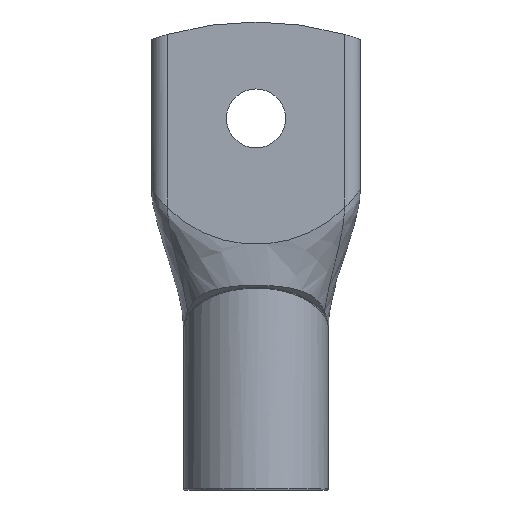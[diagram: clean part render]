
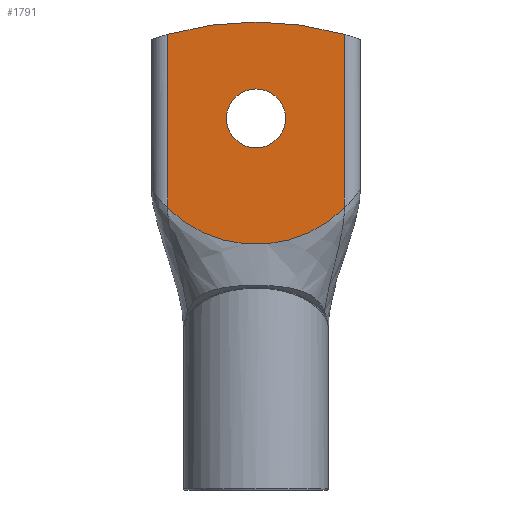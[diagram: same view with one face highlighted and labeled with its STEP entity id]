
A CAD part, front view. The second image highlights one B-rep face of the part: STEP entity #1791.
In plain terms, the highlighted planar face has unit normal (0, -1, 0).
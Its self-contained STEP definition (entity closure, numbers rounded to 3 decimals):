
#928=CARTESIAN_POINT('',(16.5,-15.0,22.644));
#929=VERTEX_POINT('',#928);
#944=CARTESIAN_POINT('',(-16.5,-15.0,22.644));
#945=VERTEX_POINT('',#944);
#946=CARTESIAN_POINT('',(0.0,-15.0,39.377));
#947=DIRECTION('',(0.0,1.,0.0));
#948=DIRECTION('',(0.83,0.0,-0.558));
#949=AXIS2_PLACEMENT_3D('',#946,#947,#948);
#950=CIRCLE('',#949,23.5);
#951=EDGE_CURVE('',#929,#945,#950,.T.);
#1214=CARTESIAN_POINT('',(5.5,-15.0,39.377));
#1215=VERTEX_POINT('',#1214);
#1216=CARTESIAN_POINT('',(0.0,-15.0,39.377));
#1217=DIRECTION('',(0.0,1.0,0.0));
#1218=DIRECTION('',(-1.0,0.0,0.0));
#1219=AXIS2_PLACEMENT_3D('',#1216,#1217,#1218);
#1220=CIRCLE('',#1219,5.5);
#1221=EDGE_CURVE('',#1215,#1215,#1220,.T.);
#1646=CARTESIAN_POINT('',(-16.5,-15.0,55.064));
#1647=VERTEX_POINT('',#1646);
#1663=CARTESIAN_POINT('',(16.5,-15.0,55.064));
#1664=VERTEX_POINT('',#1663);
#1665=CARTESIAN_POINT('',(0.0,-15.0,-2.623));
#1666=DIRECTION('',(0.0,1.,0.0));
#1667=DIRECTION('',(-0.325,0.0,0.946));
#1668=AXIS2_PLACEMENT_3D('',#1665,#1666,#1667);
#1669=CIRCLE('',#1668,60.);
#1670=EDGE_CURVE('',#1647,#1664,#1669,.T.);
#1735=CARTESIAN_POINT('',(-16.5,-15.0,22.644));
#1736=DIRECTION('',(0.0,0.0,1.0));
#1737=VECTOR('',#1736,32.42);
#1738=LINE('',#1735,#1737);
#1739=EDGE_CURVE('',#945,#1647,#1738,.T.);
#1772=CARTESIAN_POINT('',(0.,-15.0,38.126));
#1773=DIRECTION('',(0.0,1.0,0.0));
#1774=DIRECTION('',(0.0,0.0,1.0));
#1775=AXIS2_PLACEMENT_3D('',#1772,#1773,#1774);
#1776=PLANE('',#1775);
#1777=ORIENTED_EDGE('',*,*,#1739,.F.);
#1778=ORIENTED_EDGE('',*,*,#951,.F.);
#1779=CARTESIAN_POINT('',(16.5,-15.0,55.064));
#1780=DIRECTION('',(0.0,0.0,-1.0));
#1781=VECTOR('',#1780,32.42);
#1782=LINE('',#1779,#1781);
#1783=EDGE_CURVE('',#1664,#929,#1782,.T.);
#1784=ORIENTED_EDGE('',*,*,#1783,.F.);
#1785=ORIENTED_EDGE('',*,*,#1670,.F.);
#1786=EDGE_LOOP('',(#1777,#1778,#1784,#1785));
#1787=FACE_OUTER_BOUND('',#1786,.T.);
#1788=ORIENTED_EDGE('',*,*,#1221,.T.);
#1789=EDGE_LOOP('',(#1788));
#1790=FACE_BOUND('',#1789,.T.);
#1791=ADVANCED_FACE('',(#1787,#1790),#1776,.F.);
